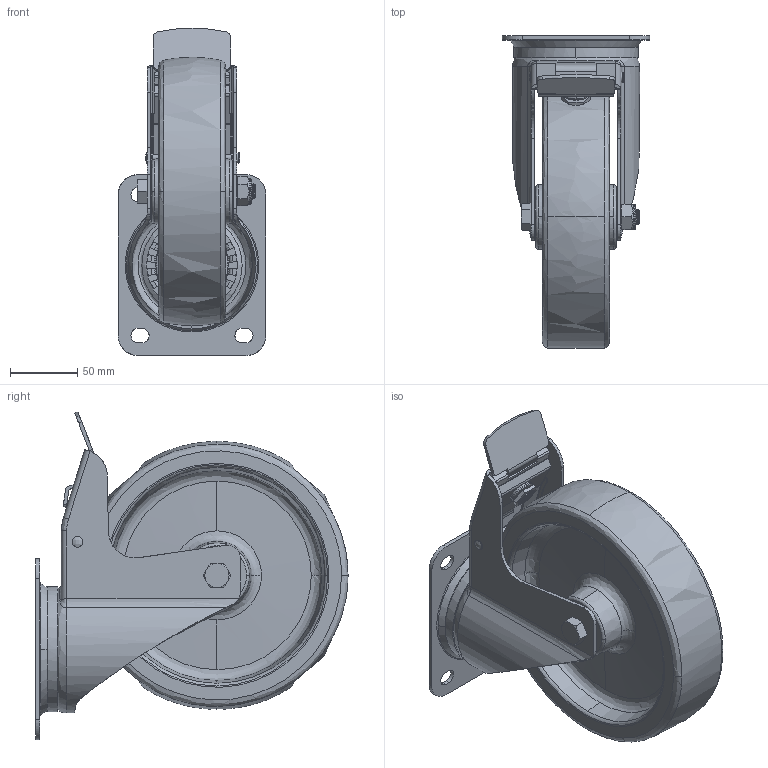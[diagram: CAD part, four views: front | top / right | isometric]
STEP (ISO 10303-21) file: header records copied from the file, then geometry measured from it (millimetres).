
FILE_DESCRIPTION (( 'STEP AP214' ), '1' );
FILE_NAME ('0056733.step', '2024-04-05T07:37:47', ( '' ), ( '' ), 'SwSTEP 2.0', 'SolidWorks 2020', '' );
FILE_SCHEMA (( 'AUTOMOTIVE_DESIGN' ));
Length unit declared in the file: millimetre
Products named in the file (1): 0056733
Bounding box: 110 x 232.76 x 244.11 mm (x, y, z)
Volume: 1048401.4 mm3; surface area: 249540 mm2
Topology: 1 solids, 1 shells, 1088 faces, 2981 edges, 1917 vertices
Faces by surface type: plane 441, bspline 317, cylinder 239, cone 83, torus 8
Entity records: 74445 total; most frequent: CARTESIAN_POINT 49557, ORIENTED_EDGE 5940, DIRECTION 3814, EDGE_CURVE 2970, VERTEX_POINT 1917, VECTOR 1278, LINE 1278, AXIS2_PLACEMENT_3D 1268
